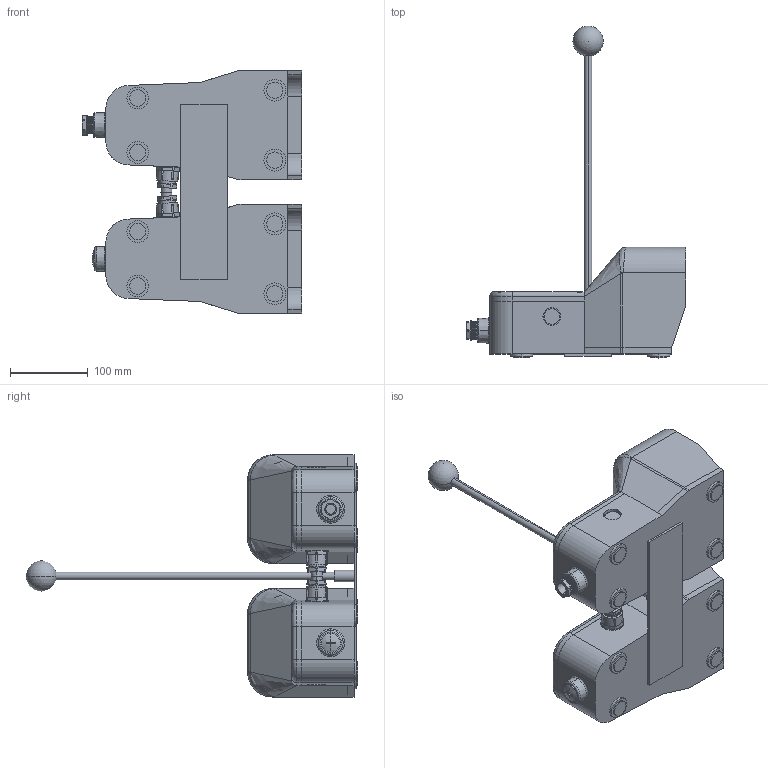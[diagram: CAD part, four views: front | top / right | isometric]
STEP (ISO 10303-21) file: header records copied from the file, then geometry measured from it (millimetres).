
FILE_DESCRIPTION (( 'STEP AP214' ), '1' );
FILE_NAME ('APD1123-V0-M.step', '2016-03-08T21:17:10', ( '' ), ( '' ), 'SwSTEP 2.0', 'SolidWorks 2015', '' );
FILE_SCHEMA (( 'AUTOMOTIVE_DESIGN' ));
Length unit declared in the file: inch
Products named in the file (1): APD1123-V0-M
Bounding box: 282.25 x 427.15 x 312 mm (x, y, z)
Volume: 3215641.7 mm3; surface area: 575888.5 mm2
Topology: 36 solids, 37 shells, 829 faces, 2073 edges, 1343 vertices
Faces by surface type: plane 502, cylinder 213, bspline 40, torus 36, cone 34, sphere 4
Entity records: 40329 total; most frequent: CARTESIAN_POINT 9572, ORIENTED_EDGE 4128, DIRECTION 3915, EDGE_CURVE 2064, AXIS2_PLACEMENT_3D 1369, VERTEX_POINT 1340, VECTOR 1177, LINE 1177
